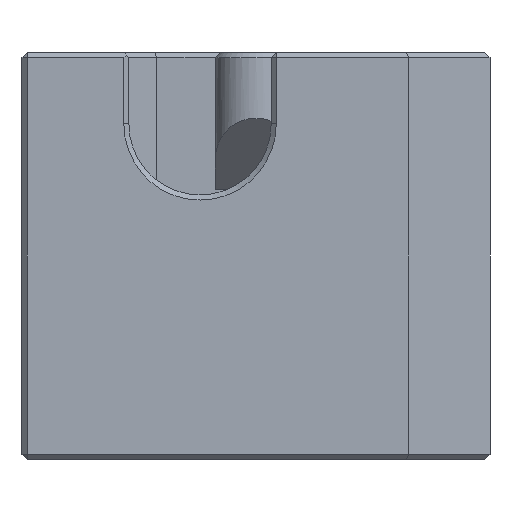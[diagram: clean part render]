
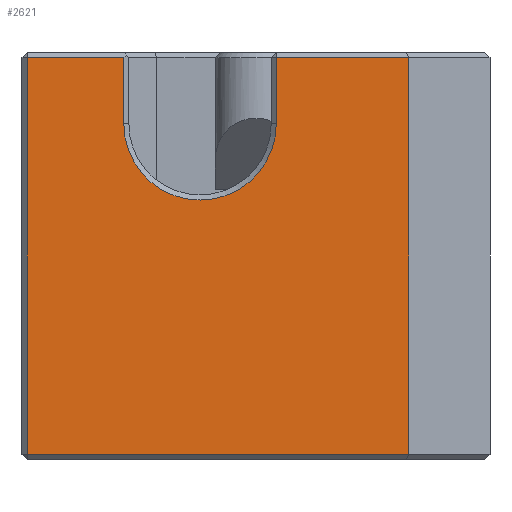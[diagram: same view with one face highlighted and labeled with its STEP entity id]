
A CAD part, front view. The second image highlights one B-rep face of the part: STEP entity #2621.
In plain terms, the highlighted planar face has unit normal (0, -1, 0).
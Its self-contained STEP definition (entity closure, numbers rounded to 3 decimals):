
#61=CIRCLE('',#2798,7.5);
#203=FACE_OUTER_BOUND('',#373,.T.);
#373=EDGE_LOOP('',(#2163,#2164,#2165,#2166,#2167,#2168,#2169,#2170));
#551=LINE('',#3921,#874);
#642=LINE('',#4104,#965);
#648=LINE('',#4115,#971);
#654=LINE('',#4127,#977);
#658=LINE('',#4135,#981);
#660=LINE('',#4141,#983);
#691=LINE('',#4207,#1014);
#874=VECTOR('',#3151,10.);
#965=VECTOR('',#3314,10.);
#971=VECTOR('',#3326,10.);
#977=VECTOR('',#3338,10.);
#981=VECTOR('',#3346,10.);
#983=VECTOR('',#3356,10.);
#1014=VECTOR('',#3435,10.);
#1185=VERTEX_POINT('',#3918);
#1186=VERTEX_POINT('',#3920);
#1240=VERTEX_POINT('',#4089);
#1242=VERTEX_POINT('',#4098);
#1244=VERTEX_POINT('',#4111);
#1245=VERTEX_POINT('',#4117);
#1246=VERTEX_POINT('',#4121);
#1249=VERTEX_POINT('',#4133);
#1440=EDGE_CURVE('',#1185,#1186,#551,.T.);
#1535=EDGE_CURVE('',#1240,#1242,#642,.T.);
#1541=EDGE_CURVE('',#1242,#1244,#648,.T.);
#1547=EDGE_CURVE('',#1246,#1245,#654,.T.);
#1551=EDGE_CURVE('',#1249,#1246,#658,.T.);
#1553=EDGE_CURVE('',#1186,#1249,#61,.T.);
#1555=EDGE_CURVE('',#1244,#1185,#660,.T.);
#1589=EDGE_CURVE('',#1240,#1245,#691,.T.);
#2163=ORIENTED_EDGE('',*,*,#1547,.F.);
#2164=ORIENTED_EDGE('',*,*,#1551,.F.);
#2165=ORIENTED_EDGE('',*,*,#1553,.F.);
#2166=ORIENTED_EDGE('',*,*,#1440,.F.);
#2167=ORIENTED_EDGE('',*,*,#1555,.F.);
#2168=ORIENTED_EDGE('',*,*,#1541,.F.);
#2169=ORIENTED_EDGE('',*,*,#1535,.F.);
#2170=ORIENTED_EDGE('',*,*,#1589,.T.);
#2470=PLANE('',#2824);
#2621=ADVANCED_FACE('',(#203),#2470,.T.);
#2798=AXIS2_PLACEMENT_3D('',#4138,#3350,#3351);
#2824=AXIS2_PLACEMENT_3D('',#4206,#3433,#3434);
#3151=DIRECTION('',(0.,0.,-1.));
#3314=DIRECTION('',(-1.,0.,0.));
#3326=DIRECTION('',(0.,0.,1.));
#3338=DIRECTION('',(1.,0.,0.));
#3346=DIRECTION('',(0.,0.,1.));
#3350=DIRECTION('center_axis',(0.,-1.,0.));
#3351=DIRECTION('ref_axis',(1.,0.,0.));
#3356=DIRECTION('',(1.,0.,0.));
#3433=DIRECTION('center_axis',(0.,-1.,0.));
#3434=DIRECTION('ref_axis',(1.,0.,0.));
#3435=DIRECTION('',(0.,0.,1.));
#3918=CARTESIAN_POINT('',(10.,0.,39.5));
#3920=CARTESIAN_POINT('',(10.,0.,33.));
#3921=CARTESIAN_POINT('',(10.,0.,16.5));
#4089=CARTESIAN_POINT('',(38.,0.,0.5));
#4098=CARTESIAN_POINT('',(0.5,0.,0.5));
#4104=CARTESIAN_POINT('',(11.5,0.,0.5));
#4111=CARTESIAN_POINT('',(0.5,0.,39.5));
#4115=CARTESIAN_POINT('',(0.5,0.,0.));
#4117=CARTESIAN_POINT('',(38.,0.,39.5));
#4121=CARTESIAN_POINT('',(25.,0.,39.5));
#4127=CARTESIAN_POINT('',(11.5,0.,39.5));
#4133=CARTESIAN_POINT('',(25.,0.,33.));
#4135=CARTESIAN_POINT('',(25.,0.,20.));
#4138=CARTESIAN_POINT('Origin',(17.5,0.,33.));
#4141=CARTESIAN_POINT('',(11.5,0.,39.5));
#4206=CARTESIAN_POINT('Origin',(0.,0.,0.));
#4207=CARTESIAN_POINT('',(38.,0.,0.));
